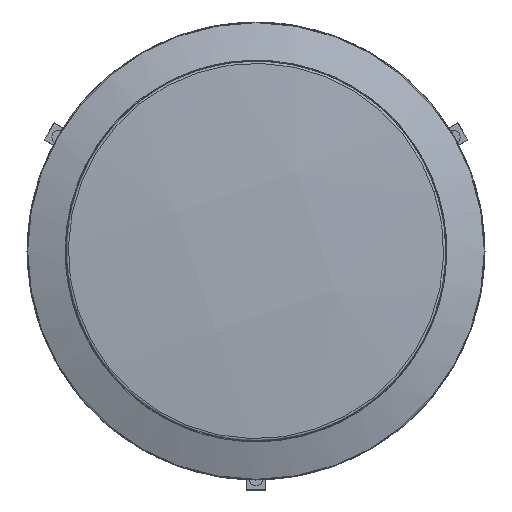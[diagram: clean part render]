
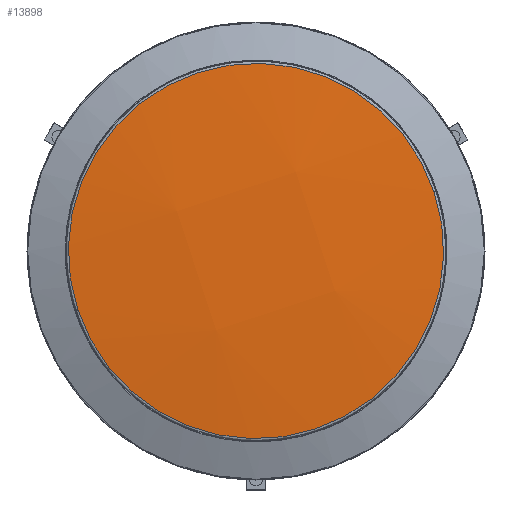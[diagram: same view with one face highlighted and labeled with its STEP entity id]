
A CAD part, front view. The second image highlights one B-rep face of the part: STEP entity #13898.
In plain terms, the highlighted free-form (B-spline) face has degree [3, 3] with [4, 4] control points.
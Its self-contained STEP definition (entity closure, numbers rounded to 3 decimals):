
#89 = CARTESIAN_POINT ( 'NONE',  ( -0.32, -18.295, -89.88 ) ) ;
#618 = CARTESIAN_POINT ( 'NONE',  ( -36.074, -23.671, 17.846 ) ) ;
#712 = CARTESIAN_POINT ( 'NONE',  ( 17.874, -23.687, 35.662 ) ) ;
#1066 = DIRECTION ( 'NONE',  ( 0., -1., 0. ) ) ;
#2073 = CARTESIAN_POINT ( 'NONE',  ( 35.71, -23.676, -18.348 ) ) ;
#2659 = CARTESIAN_POINT ( 'NONE',  ( 79.376, -17.132, 26.214 ) ) ;
#2874 = CIRCLE ( 'NONE', #5273, 83.592 ) ;
#3061 = CARTESIAN_POINT ( 'NONE',  ( -53.672, -18.329, 71.67 ) ) ;
#3475 = CARTESIAN_POINT ( 'NONE',  ( 71.587, -18.377, 53.4 ) ) ;
#4474 = CARTESIAN_POINT ( 'NONE',  ( -18.238, -23.66, -36.164 ) ) ;
#4992 = CARTESIAN_POINT ( 'NONE',  ( 53.309, -18.311, -72.169 ) ) ;
#5092 = CARTESIAN_POINT ( 'NONE',  ( 89.422, -18.366, -0.61 ) ) ;
#5273 = AXIS2_PLACEMENT_3D ( 'NONE', #11212, #1066, #17327 ) ;
#5672 =( BOUNDED_SURFACE ( )  B_SPLINE_SURFACE ( 3, 3, ( 
 ( #9143, #4992, #89, #16064 ),
 ( #5092, #2073, #4474, #16484 ),
 ( #3475, #712, #618, #7921 ),
 ( #13508, #14940, #3061, #6381 ) ),
 .UNSPECIFIED., .F., .F., .T. ) 
 B_SPLINE_SURFACE_WITH_KNOTS ( ( 4, 4 ),
 ( 4, 4 ),
 ( 0., 1. ),
 ( 0., 1. ),
 .UNSPECIFIED. ) 
 GEOMETRIC_REPRESENTATION_ITEM ( )  RATIONAL_B_SPLINE_SURFACE ( (
 ( 1., 0.997, 0.997, 1.),
 ( 0.997, 0.994, 0.994, 0.997),
 ( 0.997, 0.994, 0.994, 0.997),
 ( 1., 0.997, 0.997, 1.) ) ) 
 REPRESENTATION_ITEM ( '' )  SURFACE ( )  );
#6296 = FACE_OUTER_BOUND ( 'NONE', #13008, .T. ) ;
#6381 = CARTESIAN_POINT ( 'NONE',  ( -107.066, -13.019, 54.037 ) ) ;
#7921 = CARTESIAN_POINT ( 'NONE',  ( -89.784, -18.33, 0.108 ) ) ;
#8227 = EDGE_CURVE ( 'NONE', #10040, #11962, #15031, .T. ) ;
#9143 = CARTESIAN_POINT ( 'NONE',  ( 106.704, -13.032, -54.536 ) ) ;
#9452 = EDGE_CURVE ( 'NONE', #11962, #10040, #2874, .T. ) ;
#10040 = VERTEX_POINT ( 'NONE', #2659 ) ;
#11212 = CARTESIAN_POINT ( 'NONE',  ( 0., -17.132, 0. ) ) ;
#11962 = VERTEX_POINT ( 'NONE', #15777 ) ;
#13008 = EDGE_LOOP ( 'NONE', ( #16175, #13748 ) ) ;
#13227 = DIRECTION ( 'NONE',  ( 0., -1., 0. ) ) ;
#13304 = DIRECTION ( 'NONE',  ( 0.95, 0., 0.314 ) ) ;
#13508 = CARTESIAN_POINT ( 'NONE',  ( 53.355, -13.066, 107.015 ) ) ;
#13748 = ORIENTED_EDGE ( 'NONE', *, *, #9452, .T. ) ;
#13816 = AXIS2_PLACEMENT_3D ( 'NONE', #16110, #13227, #13304 ) ;
#13898 = ADVANCED_FACE ( 'NONE', ( #6296 ), #5672, .T. ) ;
#14940 = CARTESIAN_POINT ( 'NONE',  ( -0.041, -18.345, 89.381 ) ) ;
#15031 = CIRCLE ( 'NONE', #13816, 83.592 ) ;
#15777 = CARTESIAN_POINT ( 'NONE',  ( -79.376, -17.132, -26.214 ) ) ;
#16064 = CARTESIAN_POINT ( 'NONE',  ( -53.711, -12.986, -107.512 ) ) ;
#16110 = CARTESIAN_POINT ( 'NONE',  ( 0., -17.132, 0. ) ) ;
#16175 = ORIENTED_EDGE ( 'NONE', *, *, #8227, .T. ) ;
#16484 = CARTESIAN_POINT ( 'NONE',  ( -71.947, -18.319, -53.901 ) ) ;
#17327 = DIRECTION ( 'NONE',  ( 0.95, 0., 0.314 ) ) ;
